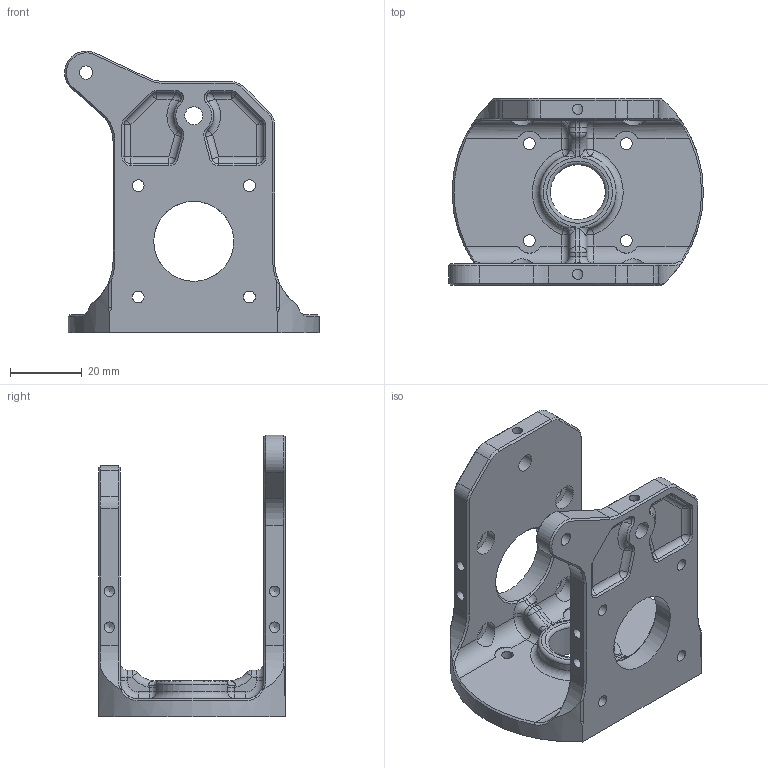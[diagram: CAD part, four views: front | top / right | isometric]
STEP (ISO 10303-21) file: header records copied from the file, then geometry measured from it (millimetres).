
FILE_DESCRIPTION(/* description */ (''),/* implementation_level */ '2;1');
FILE_NAME(/* name */ 'base_w_hole_ipt_7cfa0195.STEP',/* time_stamp */ '2024-03-27T20:42:11+02:00',/* author */ ('peter'),/* organization */ (''),/* preprocessor_version */ 'ST-DEVELOPER v18.1',/* originating_system */ 'Autodesk Inventor 2021',/* authorisation */ '');
FILE_SCHEMA (('AUTOMOTIVE_DESIGN { 1 0 10303 214 3 1 1 }'));
Length unit declared in the file: millimetre
Products named in the file (1): base_w_hole
Bounding box: 71 x 52 x 78.49 mm (x, y, z)
Volume: 44752.5 mm3; surface area: 22439.6 mm2
Topology: 1 solids, 1 shells, 355 faces, 853 edges, 502 vertices
Faces by surface type: cylinder 103, plane 81, cone 62, bspline 60, sphere 28, torus 21
Full cylindrical faces by diameter (mm): 2.9 x10, 3.3 x12, 3.7 x1, 5 x2, 7 x8, 15.3 x1, 22.3 x2
Entity records: 12892 total; most frequent: CARTESIAN_POINT 4786, ORIENTED_EDGE 1682, DIRECTION 1646, EDGE_CURVE 841, AXIS2_PLACEMENT_3D 634, VERTEX_POINT 502, EDGE_LOOP 409, LINE 378
